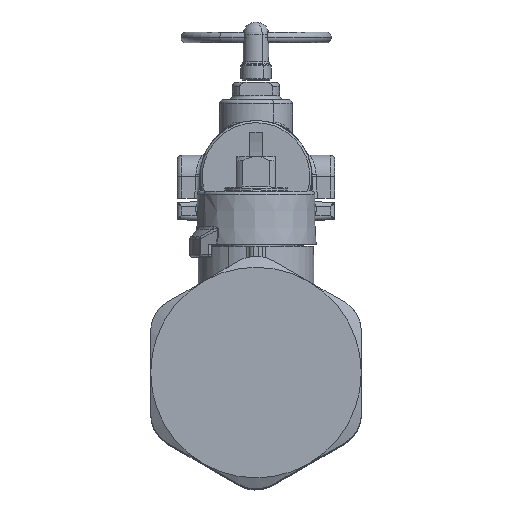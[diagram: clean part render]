
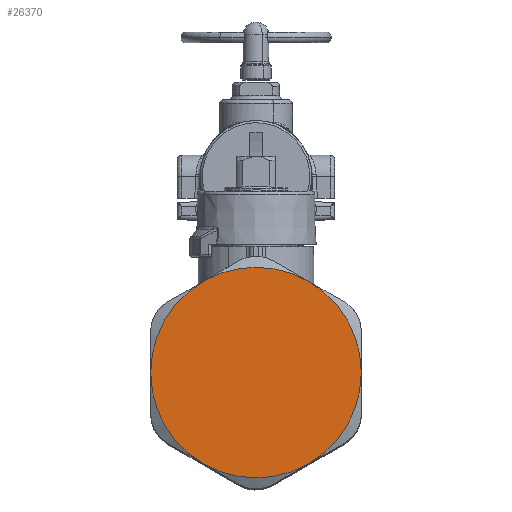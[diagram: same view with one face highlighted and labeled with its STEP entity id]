
A CAD part, top view. The second image highlights one B-rep face of the part: STEP entity #26370.
In plain terms, the highlighted planar face has unit normal (0, 0, 1).
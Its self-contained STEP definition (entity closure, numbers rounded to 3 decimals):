
#26299=CARTESIAN_POINT('Axis2P3D Location',(0.,-4.747,152.725)) ;
#26304=CARTESIAN_POINT('Axis2P3D Location',(0.,-4.747,152.725)) ;
#26308=CARTESIAN_POINT('Vertex',(24.5,-4.747,152.725)) ;
#26310=CARTESIAN_POINT('Vertex',(12.25,16.47,152.725)) ;
#26313=CARTESIAN_POINT('Axis2P3D Location',(0.,-4.747,152.725)) ;
#26317=CARTESIAN_POINT('Vertex',(-11.746,16.754,152.725)) ;
#26320=CARTESIAN_POINT('Axis2P3D Location',(0.,-4.747,152.725)) ;
#26324=CARTESIAN_POINT('Vertex',(-12.25,16.47,152.725)) ;
#26327=CARTESIAN_POINT('Axis2P3D Location',(0.,-4.747,152.725)) ;
#26331=CARTESIAN_POINT('Vertex',(-24.5,-4.747,152.725)) ;
#26334=CARTESIAN_POINT('Axis2P3D Location',(0.,-4.747,152.725)) ;
#26338=CARTESIAN_POINT('Vertex',(-12.25,-25.965,152.725)) ;
#26341=CARTESIAN_POINT('Axis2P3D Location',(0.,-4.747,152.725)) ;
#26345=CARTESIAN_POINT('Vertex',(11.746,-26.248,152.725)) ;
#26348=CARTESIAN_POINT('Axis2P3D Location',(0.,-4.747,152.725)) ;
#26352=CARTESIAN_POINT('Vertex',(12.25,-25.965,152.725)) ;
#26355=CARTESIAN_POINT('Axis2P3D Location',(0.,-4.747,152.725)) ;
#26300=DIRECTION('Axis2P3D Direction',(0.,0.,1.)) ;
#26301=DIRECTION('Axis2P3D XDirection',(1.,0.,0.)) ;
#26305=DIRECTION('Axis2P3D Direction',(0.,0.,1.)) ;
#26314=DIRECTION('Axis2P3D Direction',(0.,0.,1.)) ;
#26321=DIRECTION('Axis2P3D Direction',(0.,0.,1.)) ;
#26328=DIRECTION('Axis2P3D Direction',(0.,0.,1.)) ;
#26335=DIRECTION('Axis2P3D Direction',(0.,0.,1.)) ;
#26342=DIRECTION('Axis2P3D Direction',(0.,0.,1.)) ;
#26349=DIRECTION('Axis2P3D Direction',(0.,0.,1.)) ;
#26356=DIRECTION('Axis2P3D Direction',(0.,0.,1.)) ;
#26302=AXIS2_PLACEMENT_3D('Plane Axis2P3D',#26299,#26300,#26301) ;
#26306=AXIS2_PLACEMENT_3D('Circle Axis2P3D',#26304,#26305,$) ;
#26315=AXIS2_PLACEMENT_3D('Circle Axis2P3D',#26313,#26314,$) ;
#26322=AXIS2_PLACEMENT_3D('Circle Axis2P3D',#26320,#26321,$) ;
#26329=AXIS2_PLACEMENT_3D('Circle Axis2P3D',#26327,#26328,$) ;
#26336=AXIS2_PLACEMENT_3D('Circle Axis2P3D',#26334,#26335,$) ;
#26343=AXIS2_PLACEMENT_3D('Circle Axis2P3D',#26341,#26342,$) ;
#26350=AXIS2_PLACEMENT_3D('Circle Axis2P3D',#26348,#26349,$) ;
#26357=AXIS2_PLACEMENT_3D('Circle Axis2P3D',#26355,#26356,$) ;
#26307=CIRCLE('generated circle',#26306,24.5) ;
#26316=CIRCLE('generated circle',#26315,24.5) ;
#26323=CIRCLE('generated circle',#26322,24.5) ;
#26330=CIRCLE('generated circle',#26329,24.5) ;
#26337=CIRCLE('generated circle',#26336,24.5) ;
#26344=CIRCLE('generated circle',#26343,24.5) ;
#26351=CIRCLE('generated circle',#26350,24.5) ;
#26358=CIRCLE('generated circle',#26357,24.5) ;
#26303=PLANE('',#26302) ;
#26312=EDGE_CURVE('',#26309,#26311,#26307,.T.) ;
#26319=EDGE_CURVE('',#26311,#26318,#26316,.T.) ;
#26326=EDGE_CURVE('',#26318,#26325,#26323,.T.) ;
#26333=EDGE_CURVE('',#26325,#26332,#26330,.T.) ;
#26340=EDGE_CURVE('',#26332,#26339,#26337,.T.) ;
#26347=EDGE_CURVE('',#26339,#26346,#26344,.T.) ;
#26354=EDGE_CURVE('',#26346,#26353,#26351,.T.) ;
#26359=EDGE_CURVE('',#26353,#26309,#26358,.T.) ;
#26361=ORIENTED_EDGE('',*,*,#26312,.T.) ;
#26362=ORIENTED_EDGE('',*,*,#26319,.T.) ;
#26363=ORIENTED_EDGE('',*,*,#26326,.T.) ;
#26364=ORIENTED_EDGE('',*,*,#26333,.T.) ;
#26365=ORIENTED_EDGE('',*,*,#26340,.T.) ;
#26366=ORIENTED_EDGE('',*,*,#26347,.T.) ;
#26367=ORIENTED_EDGE('',*,*,#26354,.T.) ;
#26368=ORIENTED_EDGE('',*,*,#26359,.T.) ;
#26360=EDGE_LOOP('',(#26361,#26362,#26363,#26364,#26365,#26366,#26367,#26368)) ;
#26309=VERTEX_POINT('',#26308) ;
#26311=VERTEX_POINT('',#26310) ;
#26318=VERTEX_POINT('',#26317) ;
#26325=VERTEX_POINT('',#26324) ;
#26332=VERTEX_POINT('',#26331) ;
#26339=VERTEX_POINT('',#26338) ;
#26346=VERTEX_POINT('',#26345) ;
#26353=VERTEX_POINT('',#26352) ;
#26370=ADVANCED_FACE('PartBody',(#26369),#26303,.T.) ;
#26369=FACE_OUTER_BOUND('',#26360,.T.) ;
